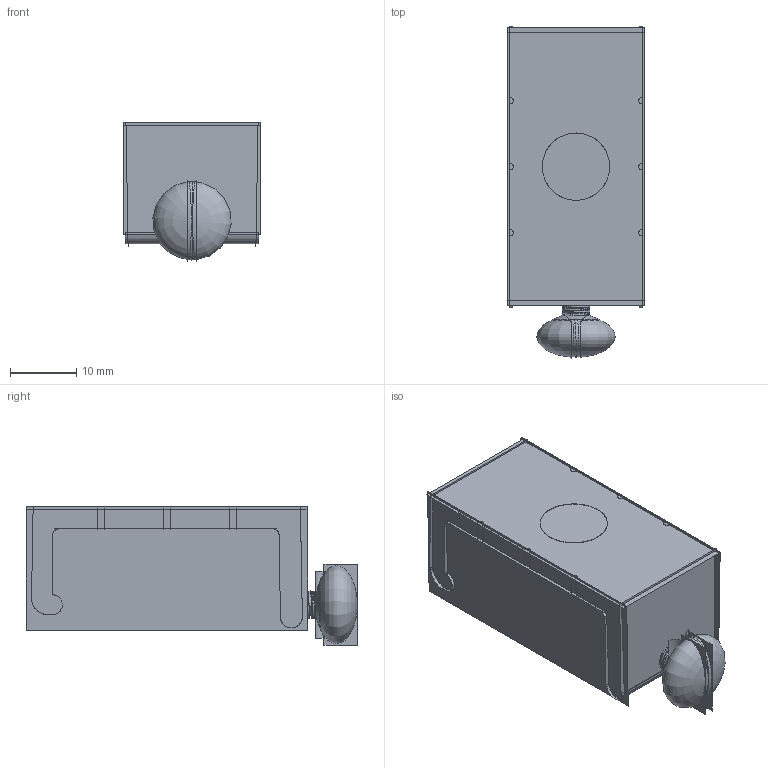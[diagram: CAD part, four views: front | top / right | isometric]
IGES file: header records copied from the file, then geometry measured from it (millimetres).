
Start section:  PTC IGES file: 190532.igs
Global section: file name: 190532.igs; native system: Creo Parametric by Parametric Technology Corporation; preprocessor: 2013230; author: pdmadmin; organization: Unknown; date: 20151009.110112; units: millimetre
Bounding box: 20.8 x 50.26 x 21.01 mm (x, y, z)
Volume: 3939.1 mm3; surface area: 22755.7 mm2
Topology: 1 solids, 3 shells, 142 faces, 987 edges, 1396 vertices
Faces by surface type: revolution 100, bspline 42
